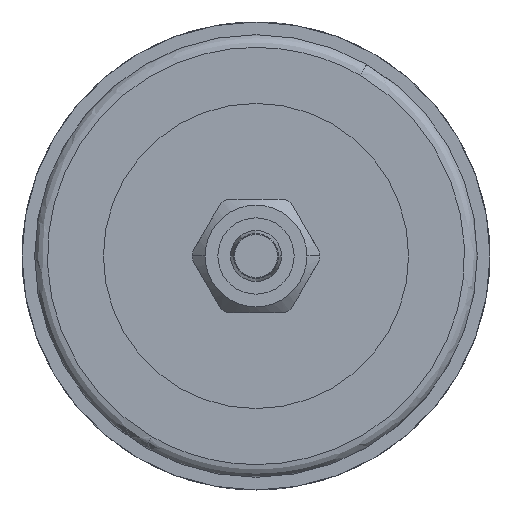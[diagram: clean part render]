
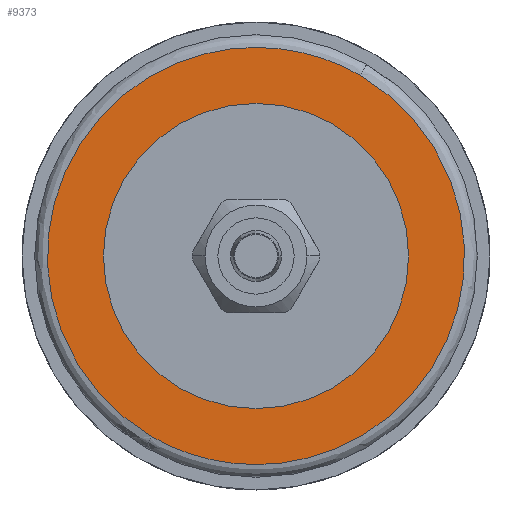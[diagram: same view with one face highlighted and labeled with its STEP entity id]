
A CAD part, front view. The second image highlights one B-rep face of the part: STEP entity #9373.
In plain terms, the highlighted planar face has unit normal (0, -1, 0).
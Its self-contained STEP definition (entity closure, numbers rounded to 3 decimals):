
#123 = DIRECTION ( 'NONE',  ( 0., 0., 1. ) ) ;
#313 = CARTESIAN_POINT ( 'NONE',  ( -4.1, -31.5, -7.101 ) ) ;
#506 = CARTESIAN_POINT ( 'NONE',  ( 18.303, -31.5, -1.099 ) ) ;
#518 = DIRECTION ( 'NONE',  ( 0., -1., 0. ) ) ;
#928 = EDGE_CURVE ( 'NONE', #5406, #5039, #5307, .T. ) ;
#1516 = VERTEX_POINT ( 'NONE', #7112 ) ;
#1596 = DIRECTION ( 'NONE',  ( 0., 0., 1. ) ) ;
#1992 = CARTESIAN_POINT ( 'NONE',  ( 0., -31.5, 0. ) ) ;
#2245 = CARTESIAN_POINT ( 'NONE',  ( 0., -31.5, -6. ) ) ;
#2772 = EDGE_CURVE ( 'NONE', #5039, #5406, #9314, .T. ) ;
#3204 = CARTESIAN_POINT ( 'NONE',  ( -4.1, -31.5, -7.101 ) ) ;
#3269 = ORIENTED_EDGE ( 'NONE', *, *, #6801, .F. ) ;
#3435 = CARTESIAN_POINT ( 'NONE',  ( 10.103, -31.5, -15.301 ) ) ;
#4209 = FACE_OUTER_BOUND ( 'NONE', #10104, .T. ) ;
#4649 = ORIENTED_EDGE ( 'NONE', *, *, #11396, .F. ) ;
#5039 = VERTEX_POINT ( 'NONE', #5478 ) ;
#5307 =( BOUNDED_CURVE ( )  B_SPLINE_CURVE ( 3, ( #3204, #11685, #8707, #6015 ),
 .UNSPECIFIED., .F., .F. ) 
 B_SPLINE_CURVE_WITH_KNOTS ( ( 4, 4 ),
 ( 0., 1. ),
 .UNSPECIFIED. ) 
 CURVE ( )  GEOMETRIC_REPRESENTATION_ITEM ( )  RATIONAL_B_SPLINE_CURVE ( ( 1., 0.333, 0.333, 1. ) ) 
 REPRESENTATION_ITEM ( '' )  );
#5406 = VERTEX_POINT ( 'NONE', #313 ) ;
#5478 = CARTESIAN_POINT ( 'NONE',  ( 4.1, -31.5, 7.101 ) ) ;
#5818 = ORIENTED_EDGE ( 'NONE', *, *, #2772, .F. ) ;
#5823 = AXIS2_PLACEMENT_3D ( 'NONE', #1992, #8622, #6900 ) ;
#6015 = CARTESIAN_POINT ( 'NONE',  ( 4.1, -31.5, 7.101 ) ) ;
#6205 = CARTESIAN_POINT ( 'NONE',  ( 0., -31.5, 0. ) ) ;
#6239 = CIRCLE ( 'NONE', #8467, 6. ) ;
#6443 = ORIENTED_EDGE ( 'NONE', *, *, #928, .F. ) ;
#6529 = EDGE_LOOP ( 'NONE', ( #4649, #3269 ) ) ;
#6583 = AXIS2_PLACEMENT_3D ( 'NONE', #7650, #11388, #123 ) ;
#6801 = EDGE_CURVE ( 'NONE', #10794, #1516, #8393, .T. ) ;
#6892 = FACE_BOUND ( 'NONE', #6529, .T. ) ;
#6900 = DIRECTION ( 'NONE',  ( 0., 0., 1. ) ) ;
#7112 = CARTESIAN_POINT ( 'NONE',  ( 0., -31.5, 6. ) ) ;
#7650 = CARTESIAN_POINT ( 'NONE',  ( 7.534, -31.5, -4.35 ) ) ;
#8393 = CIRCLE ( 'NONE', #5823, 6. ) ;
#8467 = AXIS2_PLACEMENT_3D ( 'NONE', #6205, #518, #1596 ) ;
#8622 = DIRECTION ( 'NONE',  ( 0., -1., 0. ) ) ;
#8707 = CARTESIAN_POINT ( 'NONE',  ( -10.103, -31.5, 15.301 ) ) ;
#9314 =( BOUNDED_CURVE ( )  B_SPLINE_CURVE ( 3, ( #10691, #506, #3435, #10933 ),
 .UNSPECIFIED., .F., .F. ) 
 B_SPLINE_CURVE_WITH_KNOTS ( ( 4, 4 ),
 ( 0., 1. ),
 .UNSPECIFIED. ) 
 CURVE ( )  GEOMETRIC_REPRESENTATION_ITEM ( )  RATIONAL_B_SPLINE_CURVE ( ( 1., 0.333, 0.333, 1. ) ) 
 REPRESENTATION_ITEM ( '' )  );
#9373 = ADVANCED_FACE ( 'NONE', ( #6892, #4209 ), #12292, .F. ) ;
#10104 = EDGE_LOOP ( 'NONE', ( #5818, #6443 ) ) ;
#10691 = CARTESIAN_POINT ( 'NONE',  ( 4.1, -31.5, 7.101 ) ) ;
#10794 = VERTEX_POINT ( 'NONE', #2245 ) ;
#10933 = CARTESIAN_POINT ( 'NONE',  ( -4.1, -31.5, -7.101 ) ) ;
#11388 = DIRECTION ( 'NONE',  ( 0., 1., 0. ) ) ;
#11396 = EDGE_CURVE ( 'NONE', #1516, #10794, #6239, .T. ) ;
#11685 = CARTESIAN_POINT ( 'NONE',  ( -18.303, -31.5, 1.099 ) ) ;
#12292 = PLANE ( 'NONE',  #6583 ) ;
